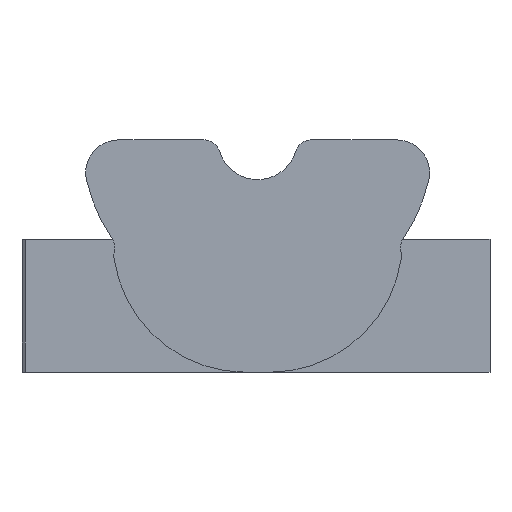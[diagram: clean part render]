
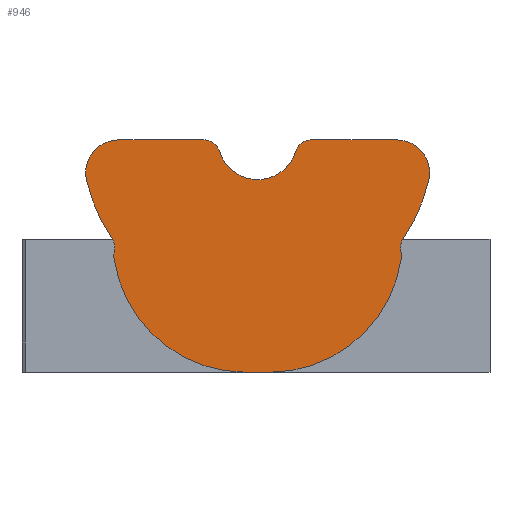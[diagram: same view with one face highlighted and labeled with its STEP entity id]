
A CAD part, left-side view. The second image highlights one B-rep face of the part: STEP entity #946.
In plain terms, the highlighted planar face has unit normal (-1, 0, 0).
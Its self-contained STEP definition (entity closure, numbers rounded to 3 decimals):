
#26=PLANE('',#1034);
#55=FACE_OUTER_BOUND('',#105,.T.);
#105=EDGE_LOOP('',(#680,#681,#682,#683,#684,#685,#686,#687,#688,#689,#690,
#691,#692,#693,#694,#695));
#156=LINE('',#1460,#240);
#159=LINE('',#1468,#243);
#167=LINE('',#1500,#251);
#240=VECTOR('',#1160,10.);
#243=VECTOR('',#1169,10.);
#251=VECTOR('',#1205,10.);
#316=CIRCLE('',#1000,2.5);
#318=CIRCLE('',#1003,6.);
#331=CIRCLE('',#1018,2.5);
#332=CIRCLE('',#1021,5.);
#333=CIRCLE('',#1024,5.);
#334=CIRCLE('',#1026,2.5);
#335=CIRCLE('',#1028,26.5);
#336=CIRCLE('',#1030,2.5);
#338=CIRCLE('',#1033,2.5);
#339=CIRCLE('',#1035,26.5);
#340=CIRCLE('',#1036,20.);
#341=CIRCLE('',#1037,20.);
#342=CIRCLE('',#1038,2.5);
#376=VERTEX_POINT('',#1410);
#377=VERTEX_POINT('',#1412);
#379=VERTEX_POINT('',#1418);
#395=VERTEX_POINT('',#1454);
#396=VERTEX_POINT('',#1458);
#397=VERTEX_POINT('',#1462);
#398=VERTEX_POINT('',#1463);
#399=VERTEX_POINT('',#1470);
#400=VERTEX_POINT('',#1474);
#401=VERTEX_POINT('',#1476);
#402=VERTEX_POINT('',#1482);
#403=VERTEX_POINT('',#1484);
#406=VERTEX_POINT('',#1492);
#407=VERTEX_POINT('',#1497);
#408=VERTEX_POINT('',#1499);
#409=VERTEX_POINT('',#1501);
#473=EDGE_CURVE('',#376,#377,#316,.T.);
#477=EDGE_CURVE('',#376,#379,#318,.T.);
#494=EDGE_CURVE('',#395,#379,#331,.T.);
#497=EDGE_CURVE('',#395,#396,#156,.T.);
#498=EDGE_CURVE('',#397,#398,#332,.T.);
#501=EDGE_CURVE('',#397,#377,#159,.T.);
#503=EDGE_CURVE('',#399,#396,#333,.T.);
#505=EDGE_CURVE('',#400,#401,#334,.T.);
#507=EDGE_CURVE('',#400,#398,#335,.T.);
#509=EDGE_CURVE('',#402,#403,#336,.T.);
#514=EDGE_CURVE('',#402,#406,#338,.T.);
#515=EDGE_CURVE('',#399,#403,#339,.T.);
#516=EDGE_CURVE('',#406,#407,#340,.T.);
#517=EDGE_CURVE('',#407,#408,#167,.T.);
#518=EDGE_CURVE('',#408,#409,#341,.T.);
#519=EDGE_CURVE('',#409,#401,#342,.T.);
#680=ORIENTED_EDGE('',*,*,#473,.F.);
#681=ORIENTED_EDGE('',*,*,#477,.T.);
#682=ORIENTED_EDGE('',*,*,#494,.F.);
#683=ORIENTED_EDGE('',*,*,#497,.T.);
#684=ORIENTED_EDGE('',*,*,#503,.F.);
#685=ORIENTED_EDGE('',*,*,#515,.T.);
#686=ORIENTED_EDGE('',*,*,#509,.F.);
#687=ORIENTED_EDGE('',*,*,#514,.T.);
#688=ORIENTED_EDGE('',*,*,#516,.T.);
#689=ORIENTED_EDGE('',*,*,#517,.T.);
#690=ORIENTED_EDGE('',*,*,#518,.T.);
#691=ORIENTED_EDGE('',*,*,#519,.T.);
#692=ORIENTED_EDGE('',*,*,#505,.F.);
#693=ORIENTED_EDGE('',*,*,#507,.T.);
#694=ORIENTED_EDGE('',*,*,#498,.F.);
#695=ORIENTED_EDGE('',*,*,#501,.T.);
#946=ADVANCED_FACE('',(#55),#26,.T.);
#1000=AXIS2_PLACEMENT_3D('',#1413,#1112,#1113);
#1003=AXIS2_PLACEMENT_3D('',#1420,#1120,#1121);
#1018=AXIS2_PLACEMENT_3D('',#1455,#1154,#1155);
#1021=AXIS2_PLACEMENT_3D('',#1464,#1163,#1164);
#1024=AXIS2_PLACEMENT_3D('',#1472,#1173,#1174);
#1026=AXIS2_PLACEMENT_3D('',#1477,#1178,#1179);
#1028=AXIS2_PLACEMENT_3D('',#1480,#1183,#1184);
#1030=AXIS2_PLACEMENT_3D('',#1485,#1188,#1189);
#1033=AXIS2_PLACEMENT_3D('',#1494,#1197,#1198);
#1034=AXIS2_PLACEMENT_3D('',#1495,#1199,#1200);
#1035=AXIS2_PLACEMENT_3D('',#1496,#1201,#1202);
#1036=AXIS2_PLACEMENT_3D('',#1498,#1203,#1204);
#1037=AXIS2_PLACEMENT_3D('',#1502,#1206,#1207);
#1038=AXIS2_PLACEMENT_3D('',#1503,#1208,#1209);
#1112=DIRECTION('center_axis',(1.,0.,0.));
#1113=DIRECTION('ref_axis',(0.,0.594,0.804));
#1120=DIRECTION('center_axis',(1.,0.,0.));
#1121=DIRECTION('ref_axis',(0.,-1.,0.));
#1154=DIRECTION('center_axis',(1.,0.,0.));
#1155=DIRECTION('ref_axis',(0.,-0.594,0.804));
#1160=DIRECTION('',(0.,1.,0.));
#1163=DIRECTION('center_axis',(1.,0.,0.));
#1164=DIRECTION('ref_axis',(0.,-0.785,0.619));
#1169=DIRECTION('',(0.,1.,0.));
#1173=DIRECTION('center_axis',(1.,0.,0.));
#1174=DIRECTION('ref_axis',(0.,0.785,0.619));
#1178=DIRECTION('center_axis',(-1.,0.,0.));
#1179=DIRECTION('ref_axis',(0.,0.985,0.172));
#1183=DIRECTION('center_axis',(-1.,0.,0.));
#1184=DIRECTION('ref_axis',(0.,-1.,0.));
#1188=DIRECTION('center_axis',(-1.,0.,0.));
#1189=DIRECTION('ref_axis',(0.,-0.985,0.172));
#1197=DIRECTION('center_axis',(-1.,0.,0.));
#1198=DIRECTION('ref_axis',(0.,0.,1.));
#1199=DIRECTION('center_axis',(-1.,0.,0.));
#1200=DIRECTION('ref_axis',(0.,-1.,0.));
#1201=DIRECTION('center_axis',(-1.,0.,0.));
#1202=DIRECTION('ref_axis',(0.,-1.,0.));
#1203=DIRECTION('center_axis',(-1.,0.,0.));
#1204=DIRECTION('ref_axis',(0.,0.99,-0.143));
#1205=DIRECTION('',(0.,-1.,0.));
#1206=DIRECTION('center_axis',(-1.,0.,0.));
#1207=DIRECTION('ref_axis',(0.,0.,-1.));
#1208=DIRECTION('center_axis',(-1.,0.,0.));
#1209=DIRECTION('ref_axis',(0.,-0.99,-0.143));
#1410=CARTESIAN_POINT('',(-60.,-33.735,23.235));
#1412=CARTESIAN_POINT('',(-60.,-36.124,25.));
#1413=CARTESIAN_POINT('Origin',(-60.,-36.124,22.5));
#1418=CARTESIAN_POINT('',(-60.,-22.265,23.235));
#1420=CARTESIAN_POINT('Origin',(-60.,-28.,25.));
#1454=CARTESIAN_POINT('',(-60.,-19.876,25.));
#1455=CARTESIAN_POINT('Origin',(-60.,-19.876,22.5));
#1458=CARTESIAN_POINT('',(-60.,-7.089,25.));
#1460=CARTESIAN_POINT('',(-60.,-25.,25.));
#1462=CARTESIAN_POINT('',(-60.,-48.911,25.));
#1463=CARTESIAN_POINT('',(-60.,-53.773,18.837));
#1464=CARTESIAN_POINT('Origin',(-60.,-48.911,20.));
#1468=CARTESIAN_POINT('',(-60.,-41.25,25.));
#1470=CARTESIAN_POINT('',(-60.,-2.227,18.837));
#1472=CARTESIAN_POINT('Origin',(-60.,-7.089,20.));
#1474=CARTESIAN_POINT('',(-60.,-49.941,10.139));
#1476=CARTESIAN_POINT('',(-60.,-49.589,8.119));
#1477=CARTESIAN_POINT('Origin',(-60.,-52.011,8.737));
#1480=CARTESIAN_POINT('Origin',(-60.,-28.,25.));
#1482=CARTESIAN_POINT('',(-60.,-6.411,8.119));
#1484=CARTESIAN_POINT('',(-60.,-6.059,10.139));
#1485=CARTESIAN_POINT('Origin',(-60.,-3.989,8.737));
#1492=CARTESIAN_POINT('',(-60.,-6.359,7.143));
#1494=CARTESIAN_POINT('Origin',(-60.,-8.833,7.5));
#1495=CARTESIAN_POINT('Origin',(-60.,-28.,20.75));
#1496=CARTESIAN_POINT('Origin',(-60.,-28.,25.));
#1497=CARTESIAN_POINT('',(-60.,-26.154,-10.));
#1498=CARTESIAN_POINT('Origin',(-60.,-26.154,10.));
#1499=CARTESIAN_POINT('',(-60.,-29.846,-10.));
#1500=CARTESIAN_POINT('',(-60.,-26.154,-10.));
#1501=CARTESIAN_POINT('',(-60.,-49.641,7.143));
#1502=CARTESIAN_POINT('Origin',(-60.,-29.846,10.));
#1503=CARTESIAN_POINT('Origin',(-60.,-47.167,7.5));
